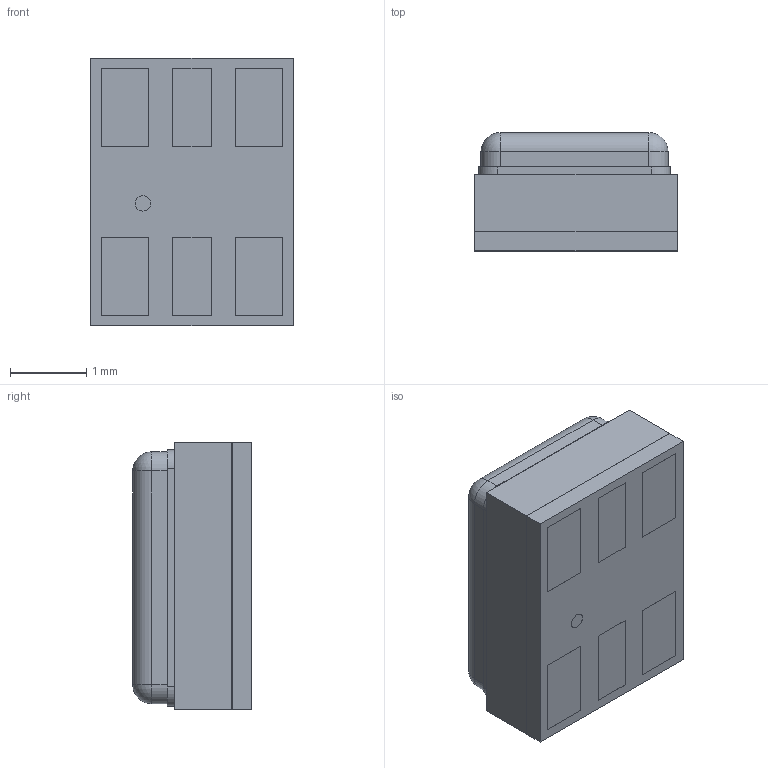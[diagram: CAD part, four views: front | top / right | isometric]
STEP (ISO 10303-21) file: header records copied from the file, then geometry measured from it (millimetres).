
FILE_DESCRIPTION(/* description */ (''),/* implementation_level */ '2;1');
FILE_NAME(/* name */ 'VMM-1627L-R.ipt.step',/* time_stamp */ '2024-02-07T22:44:55-05:00',/* author */ ('mckenna'),/* organization */ (''),/* preprocessor_version */ 'ST-DEVELOPER v20',/* originating_system */ 'Autodesk Inventor 2024',/* authorisation */ '');
FILE_SCHEMA (('AUTOMOTIVE_DESIGN { 1 0 10303 214 3 1 1 }'));
Length unit declared in the file: millimetre
Products named in the file (1): VMM-1627L-R
Bounding box: 2.65 x 1.55 x 3.5 mm (x, y, z)
Volume: 7.9 mm3; surface area: 73.1 mm2
Topology: 1 solids, 2 shells, 217 faces, 577 edges, 380 vertices
Faces by surface type: plane 135, cylinder 74, sphere 8
Full cylindrical faces by diameter (mm): 0.035 x2, 0.2 x1, 0.25 x1, 0.5 x1
Entity records: 6825 total; most frequent: CARTESIAN_POINT 1187, DIRECTION 1152, ORIENTED_EDGE 1138, EDGE_CURVE 569, LINE 414, VECTOR 414, VERTEX_POINT 380, AXIS2_PLACEMENT_3D 369
